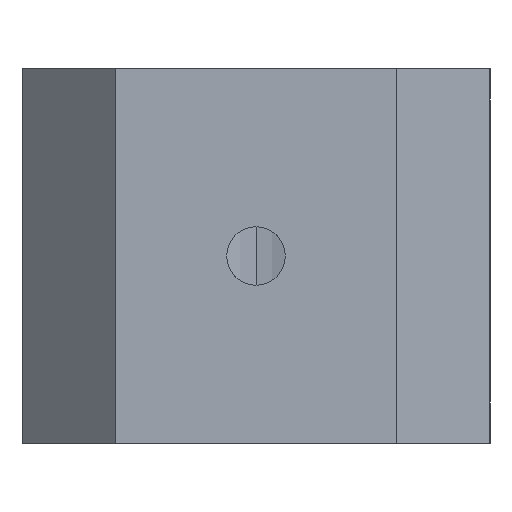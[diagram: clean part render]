
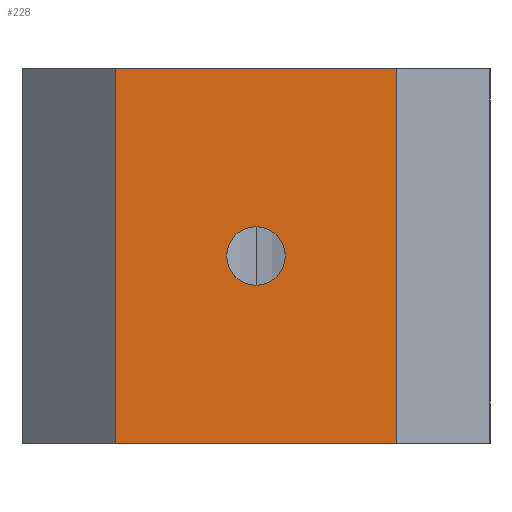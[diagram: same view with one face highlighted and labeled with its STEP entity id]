
A CAD part, left-side view. The second image highlights one B-rep face of the part: STEP entity #228.
In plain terms, the highlighted planar face has unit normal (-1, 0, 0).
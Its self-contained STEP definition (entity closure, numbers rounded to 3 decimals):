
#3 = VECTOR ( 'NONE', #93, 1000. ) ;
#18 = ORIENTED_EDGE ( 'NONE', *, *, #155, .F. ) ;
#30 = AXIS2_PLACEMENT_3D ( 'NONE', #591, #175, #323 ) ;
#40 = DIRECTION ( 'NONE',  ( 1., 0., 0. ) ) ;
#54 = CARTESIAN_POINT ( 'NONE',  ( -25., -10., 16. ) ) ;
#93 = DIRECTION ( 'NONE',  ( 0., 0., 1. ) ) ;
#96 = CARTESIAN_POINT ( 'NONE',  ( -25., -10., 16. ) ) ;
#109 = DIRECTION ( 'NONE',  ( 0., -1., 0. ) ) ;
#117 = DIRECTION ( 'NONE',  ( 0., 0., 1. ) ) ;
#135 = FACE_BOUND ( 'NONE', #476, .T. ) ;
#142 = CARTESIAN_POINT ( 'NONE',  ( -25., -6., 16. ) ) ;
#145 = EDGE_CURVE ( 'NONE', #253, #346, #630, .T. ) ;
#148 = DIRECTION ( 'NONE',  ( -1., 0., 0. ) ) ;
#155 = EDGE_CURVE ( 'NONE', #342, #269, #300, .T. ) ;
#165 = EDGE_CURVE ( 'NONE', #544, #199, #568, .T. ) ;
#170 = DIRECTION ( 'NONE',  ( 0., 0., -1. ) ) ;
#175 = DIRECTION ( 'NONE',  ( -1., 0., 0. ) ) ;
#176 = ORIENTED_EDGE ( 'NONE', *, *, #214, .T. ) ;
#198 = ORIENTED_EDGE ( 'NONE', *, *, #472, .T. ) ;
#199 = VERTEX_POINT ( 'NONE', #660 ) ;
#204 = DIRECTION ( 'NONE',  ( 0., -1., 0. ) ) ;
#214 = EDGE_CURVE ( 'NONE', #199, #346, #387, .T. ) ;
#228 = ADVANCED_FACE ( 'NONE', ( #135, #559 ), #612, .F. ) ;
#230 = VECTOR ( 'NONE', #109, 1000. ) ;
#246 = CARTESIAN_POINT ( 'NONE',  ( -25., 6., 16. ) ) ;
#252 = CARTESIAN_POINT ( 'NONE',  ( -25., 0., 8. ) ) ;
#253 = VERTEX_POINT ( 'NONE', #246 ) ;
#269 = VERTEX_POINT ( 'NONE', #503 ) ;
#272 = ORIENTED_EDGE ( 'NONE', *, *, #145, .F. ) ;
#300 = CIRCLE ( 'NONE', #350, 1.25 ) ;
#310 = CIRCLE ( 'NONE', #30, 1.25 ) ;
#323 = DIRECTION ( 'NONE',  ( 0., 0., 1. ) ) ;
#325 = ORIENTED_EDGE ( 'NONE', *, *, #348, .F. ) ;
#326 = CARTESIAN_POINT ( 'NONE',  ( -25., 6., 16. ) ) ;
#330 = EDGE_LOOP ( 'NONE', ( #439, #176, #272, #198 ) ) ;
#342 = VERTEX_POINT ( 'NONE', #509 ) ;
#346 = VERTEX_POINT ( 'NONE', #605 ) ;
#348 = EDGE_CURVE ( 'NONE', #269, #342, #310, .T. ) ;
#350 = AXIS2_PLACEMENT_3D ( 'NONE', #252, #148, #117 ) ;
#382 = AXIS2_PLACEMENT_3D ( 'NONE', #96, #40, #556 ) ;
#387 = LINE ( 'NONE', #142, #3 ) ;
#435 = CARTESIAN_POINT ( 'NONE',  ( -25., 6., 0. ) ) ;
#439 = ORIENTED_EDGE ( 'NONE', *, *, #165, .T. ) ;
#463 = CARTESIAN_POINT ( 'NONE',  ( -25., -10., 0. ) ) ;
#472 = EDGE_CURVE ( 'NONE', #253, #544, #483, .T. ) ;
#476 = EDGE_LOOP ( 'NONE', ( #325, #18 ) ) ;
#483 = LINE ( 'NONE', #326, #670 ) ;
#503 = CARTESIAN_POINT ( 'NONE',  ( -25., 0., 9.25 ) ) ;
#509 = CARTESIAN_POINT ( 'NONE',  ( -25., 0., 6.75 ) ) ;
#544 = VERTEX_POINT ( 'NONE', #435 ) ;
#556 = DIRECTION ( 'NONE',  ( 0., 0., -1. ) ) ;
#559 = FACE_OUTER_BOUND ( 'NONE', #330, .T. ) ;
#568 = LINE ( 'NONE', #463, #636 ) ;
#591 = CARTESIAN_POINT ( 'NONE',  ( -25., 0., 8. ) ) ;
#605 = CARTESIAN_POINT ( 'NONE',  ( -25., -6., 16. ) ) ;
#612 = PLANE ( 'NONE',  #382 ) ;
#630 = LINE ( 'NONE', #54, #230 ) ;
#636 = VECTOR ( 'NONE', #204, 1000. ) ;
#660 = CARTESIAN_POINT ( 'NONE',  ( -25., -6., 0. ) ) ;
#670 = VECTOR ( 'NONE', #170, 1000. ) ;
